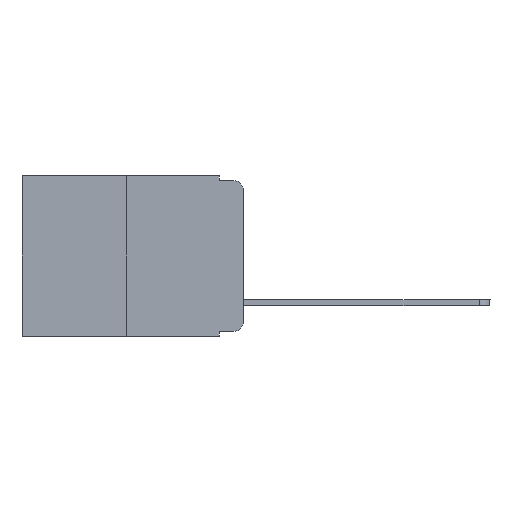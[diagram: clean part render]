
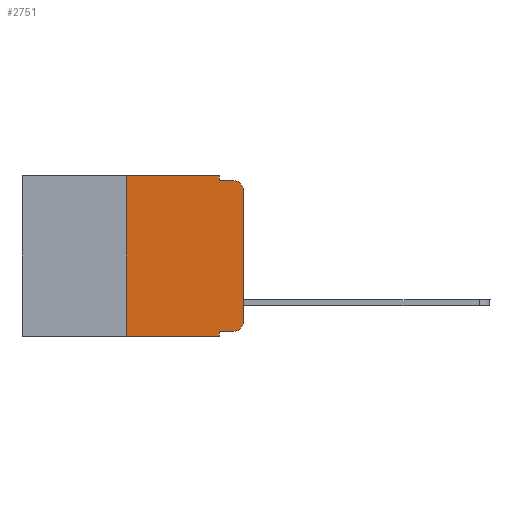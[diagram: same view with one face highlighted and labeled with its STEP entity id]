
A CAD part, left-side view. The second image highlights one B-rep face of the part: STEP entity #2751.
In plain terms, the highlighted planar face has unit normal (-1, 0, 0).
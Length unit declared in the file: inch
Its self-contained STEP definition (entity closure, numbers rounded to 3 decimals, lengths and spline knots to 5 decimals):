
#99 = EDGE_CURVE ( 'NONE', #25045, #8062, #9577, .T. ) ;
#234 = DIRECTION ( 'NONE',  ( 0., 0., -1. ) ) ;
#1441 = VERTEX_POINT ( 'NONE', #8205 ) ;
#1456 = CARTESIAN_POINT ( 'NONE',  ( 0., 0.051, -0.01 ) ) ;
#1682 = EDGE_CURVE ( 'NONE', #1952, #1441, #22025, .T. ) ;
#1791 = DIRECTION ( 'NONE',  ( 0., -1., 0. ) ) ;
#1869 = CARTESIAN_POINT ( 'NONE',  ( 0., 0.25, 0. ) ) ;
#1952 = VERTEX_POINT ( 'NONE', #23902 ) ;
#2202 = LINE ( 'NONE', #1869, #22476 ) ;
#2644 = VERTEX_POINT ( 'NONE', #1456 ) ;
#2751 = ADVANCED_FACE ( 'NONE', ( #12769 ), #9621, .F. ) ;
#3081 = EDGE_CURVE ( 'NONE', #6258, #1952, #15480, .T. ) ;
#3499 = AXIS2_PLACEMENT_3D ( 'NONE', #20618, #24315, #22515 ) ;
#3607 = EDGE_CURVE ( 'NONE', #20757, #22192, #2202, .T. ) ;
#4314 = VECTOR ( 'NONE', #5666, 39.37008 ) ;
#4964 = DIRECTION ( 'NONE',  ( 0., 0., -1. ) ) ;
#5356 = LINE ( 'NONE', #9364, #11807 ) ;
#5474 = CARTESIAN_POINT ( 'NONE',  ( 0., 0.051, -0.01 ) ) ;
#5666 = DIRECTION ( 'NONE',  ( 0., -1., 0. ) ) ;
#6258 = VERTEX_POINT ( 'NONE', #24257 ) ;
#6534 = CARTESIAN_POINT ( 'NONE',  ( 0., 0.051, 0. ) ) ;
#6796 = LINE ( 'NONE', #5474, #16263 ) ;
#7022 = CARTESIAN_POINT ( 'NONE',  ( 0., 0.051, -0.333 ) ) ;
#7301 = CARTESIAN_POINT ( 'NONE',  ( 0., 0.051, -0.333 ) ) ;
#7384 = CARTESIAN_POINT ( 'NONE',  ( 0., 0., 0. ) ) ;
#7616 = DIRECTION ( 'NONE',  ( 0., 0., 1. ) ) ;
#8062 = VERTEX_POINT ( 'NONE', #13645 ) ;
#8198 = DIRECTION ( 'NONE',  ( -1., 0., 0. ) ) ;
#8205 = CARTESIAN_POINT ( 'NONE',  ( 0., 0., -0.03 ) ) ;
#9364 = CARTESIAN_POINT ( 'NONE',  ( 0., 0.473, -0.343 ) ) ;
#9548 = CARTESIAN_POINT ( 'NONE',  ( 0., 0.473, 0. ) ) ;
#9577 = LINE ( 'NONE', #11314, #20255 ) ;
#9621 = PLANE ( 'NONE',  #15626 ) ;
#9907 = VECTOR ( 'NONE', #16434, 39.37008 ) ;
#10193 = ORIENTED_EDGE ( 'NONE', *, *, #24220, .T. ) ;
#10771 = LINE ( 'NONE', #9548, #4314 ) ;
#10880 = EDGE_CURVE ( 'NONE', #25045, #6258, #23128, .T. ) ;
#11214 = ORIENTED_EDGE ( 'NONE', *, *, #23101, .F. ) ;
#11314 = CARTESIAN_POINT ( 'NONE',  ( 0., 0.051, 0. ) ) ;
#11807 = VECTOR ( 'NONE', #19177, 39.37008 ) ;
#12769 = FACE_OUTER_BOUND ( 'NONE', #17931, .T. ) ;
#12927 = DIRECTION ( 'NONE',  ( 0., -1., 0. ) ) ;
#13645 = CARTESIAN_POINT ( 'NONE',  ( 0., 0.051, -0.343 ) ) ;
#14775 = VERTEX_POINT ( 'NONE', #24679 ) ;
#15037 = CIRCLE ( 'NONE', #3499, 0.02 ) ;
#15328 = ORIENTED_EDGE ( 'NONE', *, *, #3607, .F. ) ;
#15480 = CIRCLE ( 'NONE', #17410, 0.02 ) ;
#15586 = DIRECTION ( 'NONE',  ( 0., 0., -1. ) ) ;
#15626 = AXIS2_PLACEMENT_3D ( 'NONE', #19864, #23251, #234 ) ;
#16263 = VECTOR ( 'NONE', #1791, 39.37008 ) ;
#16434 = DIRECTION ( 'NONE',  ( 0., 0., -1. ) ) ;
#16483 = CARTESIAN_POINT ( 'NONE',  ( 0., 0.051, 0. ) ) ;
#16901 = LINE ( 'NONE', #6534, #9907 ) ;
#17410 = AXIS2_PLACEMENT_3D ( 'NONE', #17421, #8198, #4964 ) ;
#17421 = CARTESIAN_POINT ( 'NONE',  ( 0., 0.02, -0.313 ) ) ;
#17931 = EDGE_LOOP ( 'NONE', ( #20629, #10193, #24343, #11214, #19560, #15328, #20662, #21879, #23577, #19384 ) ) ;
#18830 = EDGE_CURVE ( 'NONE', #20757, #8062, #5356, .T. ) ;
#19177 = DIRECTION ( 'NONE',  ( 0., -1., 0. ) ) ;
#19384 = ORIENTED_EDGE ( 'NONE', *, *, #3081, .T. ) ;
#19560 = ORIENTED_EDGE ( 'NONE', *, *, #20809, .F. ) ;
#19864 = CARTESIAN_POINT ( 'NONE',  ( 0., 0.473, 0. ) ) ;
#20255 = VECTOR ( 'NONE', #15586, 39.37008 ) ;
#20618 = CARTESIAN_POINT ( 'NONE',  ( 0., 0.02, -0.03 ) ) ;
#20629 = ORIENTED_EDGE ( 'NONE', *, *, #1682, .T. ) ;
#20662 = ORIENTED_EDGE ( 'NONE', *, *, #18830, .T. ) ;
#20757 = VERTEX_POINT ( 'NONE', #21107 ) ;
#20809 = EDGE_CURVE ( 'NONE', #22192, #21144, #10771, .T. ) ;
#21107 = CARTESIAN_POINT ( 'NONE',  ( 0., 0.25, -0.343 ) ) ;
#21144 = VERTEX_POINT ( 'NONE', #16483 ) ;
#21362 = DIRECTION ( 'NONE',  ( 0., 0., 1. ) ) ;
#21429 = CARTESIAN_POINT ( 'NONE',  ( 0., 0.25, 0. ) ) ;
#21867 = VECTOR ( 'NONE', #12927, 39.37008 ) ;
#21879 = ORIENTED_EDGE ( 'NONE', *, *, #99, .F. ) ;
#22025 = LINE ( 'NONE', #7384, #23275 ) ;
#22192 = VERTEX_POINT ( 'NONE', #21429 ) ;
#22476 = VECTOR ( 'NONE', #7616, 39.37008 ) ;
#22515 = DIRECTION ( 'NONE',  ( 0., 0., -1. ) ) ;
#23101 = EDGE_CURVE ( 'NONE', #21144, #2644, #16901, .T. ) ;
#23128 = LINE ( 'NONE', #7022, #21867 ) ;
#23251 = DIRECTION ( 'NONE',  ( 1., 0., 0. ) ) ;
#23275 = VECTOR ( 'NONE', #21362, 39.37008 ) ;
#23577 = ORIENTED_EDGE ( 'NONE', *, *, #10880, .T. ) ;
#23875 = EDGE_CURVE ( 'NONE', #2644, #14775, #6796, .T. ) ;
#23902 = CARTESIAN_POINT ( 'NONE',  ( 0., 0., -0.313 ) ) ;
#24220 = EDGE_CURVE ( 'NONE', #1441, #14775, #15037, .T. ) ;
#24257 = CARTESIAN_POINT ( 'NONE',  ( 0., 0.02, -0.333 ) ) ;
#24315 = DIRECTION ( 'NONE',  ( -1., 0., 0. ) ) ;
#24343 = ORIENTED_EDGE ( 'NONE', *, *, #23875, .F. ) ;
#24679 = CARTESIAN_POINT ( 'NONE',  ( 0., 0.02, -0.01 ) ) ;
#25045 = VERTEX_POINT ( 'NONE', #7301 ) ;
